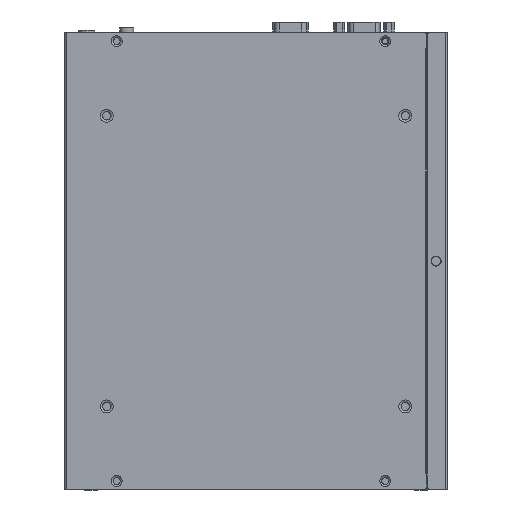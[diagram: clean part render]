
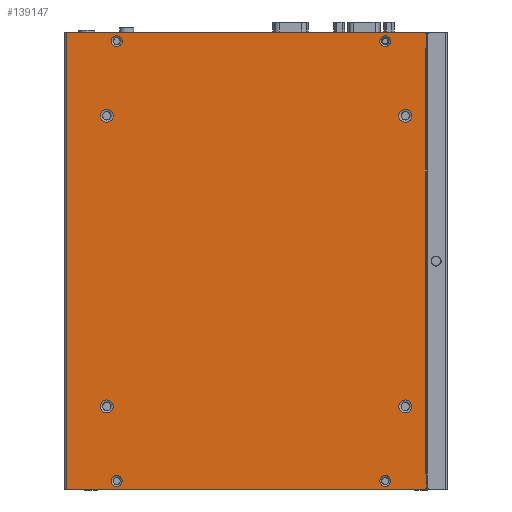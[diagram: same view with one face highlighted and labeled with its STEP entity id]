
A CAD part, front view. The second image highlights one B-rep face of the part: STEP entity #139147.
In plain terms, the highlighted planar face has unit normal (0, -1, 0).
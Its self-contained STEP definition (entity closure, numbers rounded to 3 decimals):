
#9227=PLANE('',#148920);
#10754=FACE_BOUND('',#60137,.T.);
#10755=FACE_BOUND('',#60138,.T.);
#10756=FACE_BOUND('',#60139,.T.);
#10757=FACE_BOUND('',#60140,.T.);
#10758=FACE_BOUND('',#60141,.T.);
#10759=FACE_BOUND('',#60142,.T.);
#10760=FACE_BOUND('',#60143,.T.);
#10761=FACE_BOUND('',#60144,.T.);
#26687=LINE('',#228362,#42915);
#26689=LINE('',#228368,#42917);
#26690=LINE('',#228372,#42918);
#26691=LINE('',#228374,#42919);
#26692=LINE('',#228375,#42920);
#26693=LINE('',#228377,#42921);
#26694=LINE('',#228381,#42922);
#26695=LINE('',#228382,#42923);
#42915=VECTOR('',#184161,1000.);
#42917=VECTOR('',#184167,1000.);
#42918=VECTOR('',#184170,1000.);
#42919=VECTOR('',#184171,1000.);
#42920=VECTOR('',#184172,1000.);
#42921=VECTOR('',#184173,1000.);
#42922=VECTOR('',#184176,1000.);
#42923=VECTOR('',#184177,1000.);
#51471=FACE_OUTER_BOUND('',#60136,.T.);
#60136=EDGE_LOOP('',(#131284,#131285,#131286,#131287,#131288,#131289,#131290,
#131291,#131292,#131293));
#60137=EDGE_LOOP('',(#131294));
#60138=EDGE_LOOP('',(#131295));
#60139=EDGE_LOOP('',(#131296));
#60140=EDGE_LOOP('',(#131297));
#60141=EDGE_LOOP('',(#131298));
#60142=EDGE_LOOP('',(#131299));
#60143=EDGE_LOOP('',(#131300));
#60144=EDGE_LOOP('',(#131301));
#62413=CIRCLE('',#147481,2.75);
#62415=CIRCLE('',#147484,2.75);
#62417=CIRCLE('',#147487,2.75);
#62419=CIRCLE('',#147490,2.75);
#62421=CIRCLE('',#147493,3.25);
#62423=CIRCLE('',#147496,3.25);
#62425=CIRCLE('',#147499,3.25);
#62427=CIRCLE('',#147502,3.25);
#62670=CIRCLE('',#148921,2.);
#62671=CIRCLE('',#148922,2.);
#72976=VERTEX_POINT('',#222074);
#72978=VERTEX_POINT('',#222079);
#72980=VERTEX_POINT('',#222084);
#72982=VERTEX_POINT('',#222089);
#72984=VERTEX_POINT('',#222094);
#72986=VERTEX_POINT('',#222099);
#72988=VERTEX_POINT('',#222104);
#72990=VERTEX_POINT('',#222109);
#75020=VERTEX_POINT('',#228360);
#75021=VERTEX_POINT('',#228361);
#75022=VERTEX_POINT('',#228366);
#75023=VERTEX_POINT('',#228367);
#75024=VERTEX_POINT('',#228369);
#75025=VERTEX_POINT('',#228371);
#75026=VERTEX_POINT('',#228373);
#75027=VERTEX_POINT('',#228376);
#75028=VERTEX_POINT('',#228378);
#75029=VERTEX_POINT('',#228380);
#90767=EDGE_CURVE('',#72976,#72976,#62413,.T.);
#90769=EDGE_CURVE('',#72978,#72978,#62415,.T.);
#90771=EDGE_CURVE('',#72980,#72980,#62417,.T.);
#90773=EDGE_CURVE('',#72982,#72982,#62419,.T.);
#90775=EDGE_CURVE('',#72984,#72984,#62421,.T.);
#90777=EDGE_CURVE('',#72986,#72986,#62423,.T.);
#90779=EDGE_CURVE('',#72988,#72988,#62425,.T.);
#90781=EDGE_CURVE('',#72990,#72990,#62427,.T.);
#93827=EDGE_CURVE('',#75020,#75021,#26687,.T.);
#93830=EDGE_CURVE('',#75022,#75023,#26689,.T.);
#93831=EDGE_CURVE('',#75023,#75024,#62670,.T.);
#93832=EDGE_CURVE('',#75024,#75025,#26690,.T.);
#93833=EDGE_CURVE('',#75025,#75026,#26691,.T.);
#93834=EDGE_CURVE('',#75020,#75026,#26692,.T.);
#93835=EDGE_CURVE('',#75021,#75027,#26693,.T.);
#93836=EDGE_CURVE('',#75027,#75028,#62671,.T.);
#93837=EDGE_CURVE('',#75029,#75028,#26694,.T.);
#93838=EDGE_CURVE('',#75022,#75029,#26695,.T.);
#131284=ORIENTED_EDGE('',*,*,#93830,.T.);
#131285=ORIENTED_EDGE('',*,*,#93831,.T.);
#131286=ORIENTED_EDGE('',*,*,#93832,.T.);
#131287=ORIENTED_EDGE('',*,*,#93833,.T.);
#131288=ORIENTED_EDGE('',*,*,#93834,.F.);
#131289=ORIENTED_EDGE('',*,*,#93827,.T.);
#131290=ORIENTED_EDGE('',*,*,#93835,.T.);
#131291=ORIENTED_EDGE('',*,*,#93836,.T.);
#131292=ORIENTED_EDGE('',*,*,#93837,.F.);
#131293=ORIENTED_EDGE('',*,*,#93838,.F.);
#131294=ORIENTED_EDGE('',*,*,#90775,.F.);
#131295=ORIENTED_EDGE('',*,*,#90777,.F.);
#131296=ORIENTED_EDGE('',*,*,#90779,.F.);
#131297=ORIENTED_EDGE('',*,*,#90781,.F.);
#131298=ORIENTED_EDGE('',*,*,#90773,.T.);
#131299=ORIENTED_EDGE('',*,*,#90771,.T.);
#131300=ORIENTED_EDGE('',*,*,#90769,.T.);
#131301=ORIENTED_EDGE('',*,*,#90767,.T.);
#139147=ADVANCED_FACE('',(#51471,#10754,#10755,#10756,#10757,#10758,#10759,
#10760,#10761),#9227,.T.);
#147481=AXIS2_PLACEMENT_3D('',#222075,#178481,#178482);
#147484=AXIS2_PLACEMENT_3D('',#222080,#178487,#178488);
#147487=AXIS2_PLACEMENT_3D('',#222085,#178493,#178494);
#147490=AXIS2_PLACEMENT_3D('',#222090,#178499,#178500);
#147493=AXIS2_PLACEMENT_3D('',#222095,#178505,#178506);
#147496=AXIS2_PLACEMENT_3D('',#222100,#178511,#178512);
#147499=AXIS2_PLACEMENT_3D('',#222105,#178517,#178518);
#147502=AXIS2_PLACEMENT_3D('',#222110,#178523,#178524);
#148920=AXIS2_PLACEMENT_3D('',#228365,#184165,#184166);
#148921=AXIS2_PLACEMENT_3D('',#228370,#184168,#184169);
#148922=AXIS2_PLACEMENT_3D('',#228379,#184174,#184175);
#178481=DIRECTION('center_axis',(0.,1.,0.));
#178482=DIRECTION('ref_axis',(0.,0.,
-1.));
#178487=DIRECTION('center_axis',(0.,1.,0.));
#178488=DIRECTION('ref_axis',(0.,0.,
-1.));
#178493=DIRECTION('center_axis',(0.,1.,0.));
#178494=DIRECTION('ref_axis',(0.,0.,
-1.));
#178499=DIRECTION('center_axis',(0.,1.,0.));
#178500=DIRECTION('ref_axis',(0.,0.,
-1.));
#178505=DIRECTION('center_axis',(0.,-1.,0.));
#178506=DIRECTION('ref_axis',(-1.,0.,0.));
#178511=DIRECTION('center_axis',(0.,-1.,0.));
#178512=DIRECTION('ref_axis',(-1.,0.,0.));
#178517=DIRECTION('center_axis',(0.,-1.,0.));
#178518=DIRECTION('ref_axis',(-1.,0.,0.));
#178523=DIRECTION('center_axis',(0.,-1.,0.));
#178524=DIRECTION('ref_axis',(-1.,0.,0.));
#184161=DIRECTION('',(1.,0.,0.));
#184165=DIRECTION('center_axis',(0.,-1.,0.));
#184166=DIRECTION('ref_axis',(0.,0.,-1.));
#184167=DIRECTION('',(1.,0.,0.));
#184168=DIRECTION('center_axis',(0.,-1.,0.));
#184169=DIRECTION('ref_axis',(0.,0.,
-1.));
#184170=DIRECTION('',(0.,0.,1.));
#184171=DIRECTION('',(-1.,0.,0.));
#184172=DIRECTION('',(0.,0.,-1.));
#184173=DIRECTION('',(0.,0.,1.));
#184174=DIRECTION('center_axis',(0.,-1.,0.));
#184175=DIRECTION('ref_axis',(0.,0.,
-1.));
#184176=DIRECTION('',(1.,0.,0.));
#184177=DIRECTION('',(0.,0.,1.));
#222074=CARTESIAN_POINT('',(21.,-80.75,-226.11));
#222075=CARTESIAN_POINT('Origin',(21.,-80.75,-223.36));
#222079=CARTESIAN_POINT('',(21.,-80.75,-5.11));
#222080=CARTESIAN_POINT('Origin',(21.,-80.75,-2.36));
#222084=CARTESIAN_POINT('',(155.95,-80.75,-226.11));
#222085=CARTESIAN_POINT('Origin',(155.95,-80.75,-223.36));
#222089=CARTESIAN_POINT('',(155.95,-80.75,-5.11));
#222090=CARTESIAN_POINT('Origin',(155.95,-80.75,-2.36));
#222094=CARTESIAN_POINT('',(162.75,-80.75,-185.86));
#222095=CARTESIAN_POINT('Origin',(166.,-80.75,-185.86));
#222099=CARTESIAN_POINT('',(12.75,-80.75,-185.86));
#222100=CARTESIAN_POINT('Origin',(16.,-80.75,-185.86));
#222104=CARTESIAN_POINT('',(162.75,-80.75,-39.86));
#222105=CARTESIAN_POINT('Origin',(166.,-80.75,-39.86));
#222109=CARTESIAN_POINT('',(12.75,-80.75,-39.86));
#222110=CARTESIAN_POINT('Origin',(16.,-80.75,-39.86));
#228360=CARTESIAN_POINT('',(176.,-80.75,-6.16));
#228361=CARTESIAN_POINT('',(176.8,-80.75,-6.16));
#228362=CARTESIAN_POINT('',(-5.,-80.75,-6.16));
#228365=CARTESIAN_POINT('Origin',(-5.,-80.75,-227.86));
#228366=CARTESIAN_POINT('',(-4.2,-80.75,-227.86));
#228367=CARTESIAN_POINT('',(174.8,-80.75,-227.86));
#228368=CARTESIAN_POINT('',(-5.,-80.75,-227.86));
#228369=CARTESIAN_POINT('',(176.8,-80.75,-225.86));
#228370=CARTESIAN_POINT('Origin',(174.8,-80.75,-225.86));
#228371=CARTESIAN_POINT('',(176.8,-80.75,-219.56));
#228372=CARTESIAN_POINT('',(176.8,-80.75,-227.86));
#228373=CARTESIAN_POINT('',(176.,-80.75,-219.56));
#228374=CARTESIAN_POINT('',(-5.,-80.75,-219.56));
#228375=CARTESIAN_POINT('',(176.,-80.75,2.14));
#228376=CARTESIAN_POINT('',(176.8,-80.75,0.14));
#228377=CARTESIAN_POINT('',(176.8,-80.75,-227.86));
#228378=CARTESIAN_POINT('',(174.8,-80.75,2.14));
#228379=CARTESIAN_POINT('Origin',(174.8,-80.75,0.14));
#228380=CARTESIAN_POINT('',(-4.2,-80.75,2.14));
#228381=CARTESIAN_POINT('',(-5.,-80.75,2.14));
#228382=CARTESIAN_POINT('',(-4.2,-80.75,-227.86));
